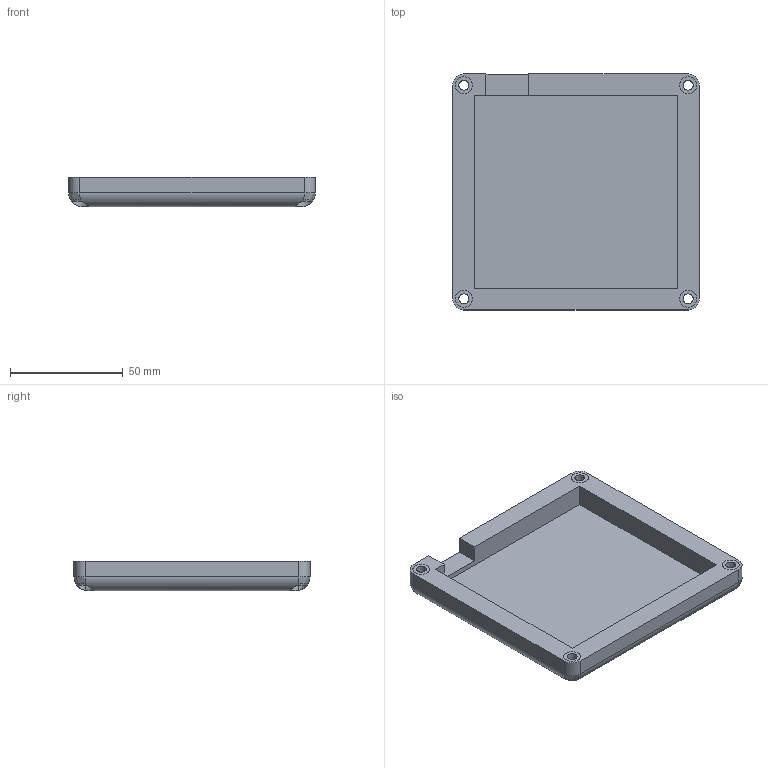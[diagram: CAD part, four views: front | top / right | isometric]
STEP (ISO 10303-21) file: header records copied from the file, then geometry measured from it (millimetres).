
FILE_DESCRIPTION(/* description */ ('STEP AP242','CAx-IF Rec.Pracs.---Representation and Presentation of Product Manufacturing Information (PMI)---4.0---2014-10-13','CAx-IF Rec.Pracs.---3D Tessellated Geometry---0.4---2014-09-14','2;1'),/* implementation_level */ '2;1');
FILE_NAME(/* name */ '682cf8ec9d766e487324ec16',/* time_stamp */ '2025-05-20T21:49:36Z',/* author */ (''),/* organization */ (''),/* preprocessor_version */ 'ST-DEVELOPER v20',/* originating_system */ 'ONSHAPE BY PTC INC, 1.198',/* authorisation */ ' ');
FILE_SCHEMA (('AP242_MANAGED_MODEL_BASED_3D_ENGINEERING_MIM_LF { 1 0 10303 442 1 1 4 }'));
Length unit declared in the file: metre
Products named in the file (5): Part 4; Part 5; Part 1; Part 2; Part 3
Bounding box: 109.3 x 104.5 x 13 mm (x, y, z)
Volume: 65290.9 mm3; surface area: 33116.4 mm2
Topology: 5 solids, 5 shells, 939 faces, 2716 edges, 1824 vertices
Faces by surface type: cylinder 576, plane 246, bspline 117
Entity records: 32178 total; most frequent: CARTESIAN_POINT 6883, ORIENTED_EDGE 5432, DIRECTION 5322, EDGE_CURVE 2716, AXIS2_PLACEMENT_3D 2025, VERTEX_POINT 1824, LINE 1272, VECTOR 1272
